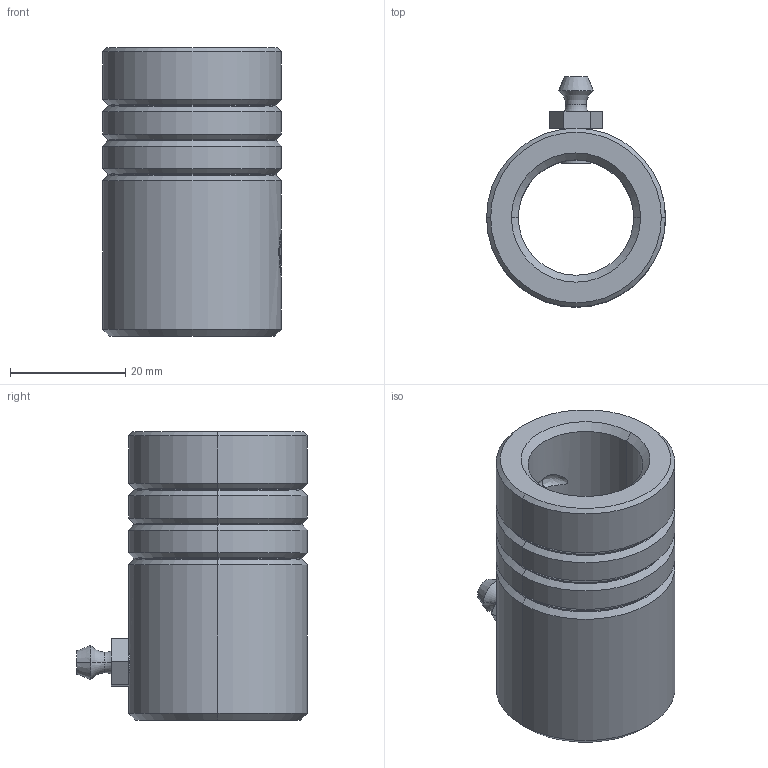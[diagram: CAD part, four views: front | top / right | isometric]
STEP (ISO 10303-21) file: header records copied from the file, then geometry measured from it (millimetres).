
FILE_DESCRIPTION (( 'STEP AP214' ), '1' );
FILE_NAME ('LXB-D31-d20-L50×é×°.STEP', '2021-09-27T07:10:01', ( '' ), ( '' ), 'SwSTEP 2.0', 'SolidWorks 2016', '' );
FILE_SCHEMA (( 'AUTOMOTIVE_DESIGN' ));
Length unit declared in the file: millimetre
Products named in the file (6): LXB-D31-d20-L50郪蚾; LXB-D31-d20-L50; 蛁蚐郲
Assembly tree (3 placements, depth 2):
  LXB-D31-d20-L50郪蚾
    LXB-D31-d20-L50
    蛁蚐郲
  LXB-D31-d20-L50郪蚾
    LXB-D31-d20-L50
  蛁蚐郲
Bounding box: 31 x 40 x 50 mm (x, y, z)
Volume: 21710.2 mm3; surface area: 9377.9 mm2
Topology: 2 solids, 2 shells, 89 faces, 205 edges, 125 vertices
Faces by surface type: cone 20, plane 19, torus 18, cylinder 18, bspline 14
Entity records: 6296 total; most frequent: CARTESIAN_POINT 4179, DIRECTION 408, ORIENTED_EDGE 406, EDGE_CURVE 203, AXIS2_PLACEMENT_3D 170, VERTEX_POINT 121, EDGE_LOOP 98, FACE_OUTER_BOUND 89
